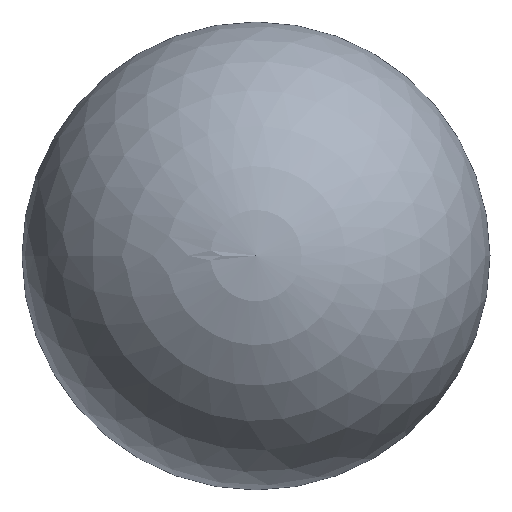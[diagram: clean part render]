
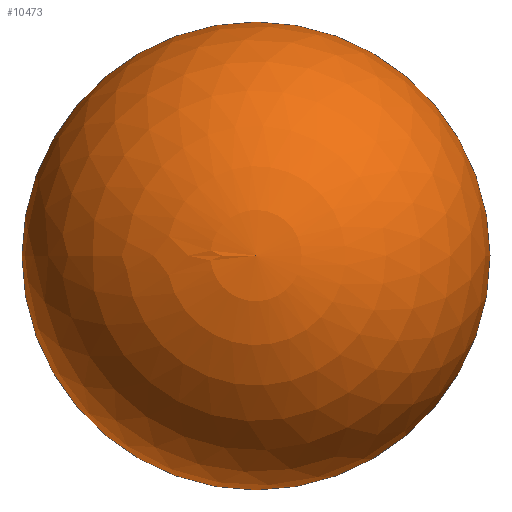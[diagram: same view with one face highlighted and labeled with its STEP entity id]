
A CAD part, top view. The second image highlights one B-rep face of the part: STEP entity #10473.
In plain terms, the highlighted spherical face has radius 40 mm.
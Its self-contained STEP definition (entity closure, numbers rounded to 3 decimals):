
#115 = VERTEX_POINT ( 'NONE', #3876 ) ;
#397 = CARTESIAN_POINT ( 'NONE',  ( -40., 0., 0. ) ) ;
#426 = ORIENTED_EDGE ( 'NONE', *, *, #2408, .F. ) ;
#471 = VERTEX_POINT ( 'NONE', #397 ) ;
#784 = EDGE_LOOP ( 'NONE', ( #2568, #426 ) ) ;
#2306 = DIRECTION ( 'NONE',  ( 0., 0., -1. ) ) ;
#2408 = EDGE_CURVE ( 'NONE', #115, #471, #8687, .T. ) ;
#2568 = ORIENTED_EDGE ( 'NONE', *, *, #5260, .F. ) ;
#3268 = DIRECTION ( 'NONE',  ( -1., 0., 0. ) ) ;
#3876 = CARTESIAN_POINT ( 'NONE',  ( 40., 0., 0. ) ) ;
#4129 = AXIS2_PLACEMENT_3D ( 'NONE', #9891, #2306, #9787 ) ;
#4184 = CIRCLE ( 'NONE', #10666, 40. ) ;
#4526 = FACE_OUTER_BOUND ( 'NONE', #784, .T. ) ;
#5260 = EDGE_CURVE ( 'NONE', #471, #115, #4184, .T. ) ;
#5997 = AXIS2_PLACEMENT_3D ( 'NONE', #9156, #7466, #3268 ) ;
#6998 = CARTESIAN_POINT ( 'NONE',  ( 0., 0., 0. ) ) ;
#7466 = DIRECTION ( 'NONE',  ( 0., 0., 1. ) ) ;
#8687 = CIRCLE ( 'NONE', #4129, 40. ) ;
#8709 = DIRECTION ( 'NONE',  ( 0., 0., -1. ) ) ;
#9156 = CARTESIAN_POINT ( 'NONE',  ( 0., 0., 0. ) ) ;
#9610 = SPHERICAL_SURFACE ( 'NONE', #5997, 40. ) ;
#9787 = DIRECTION ( 'NONE',  ( -1., 0., 0. ) ) ;
#9891 = CARTESIAN_POINT ( 'NONE',  ( 0., 0., 0. ) ) ;
#10218 = DIRECTION ( 'NONE',  ( -1., 0., 0. ) ) ;
#10473 = ADVANCED_FACE ( 'NONE', ( #4526 ), #9610, .T. ) ;
#10666 = AXIS2_PLACEMENT_3D ( 'NONE', #6998, #8709, #10218 ) ;
